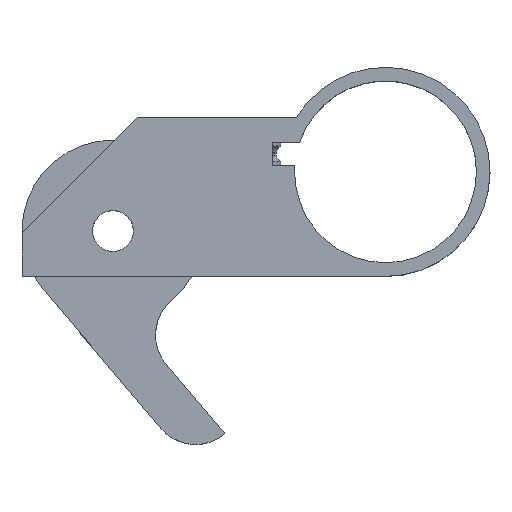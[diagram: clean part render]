
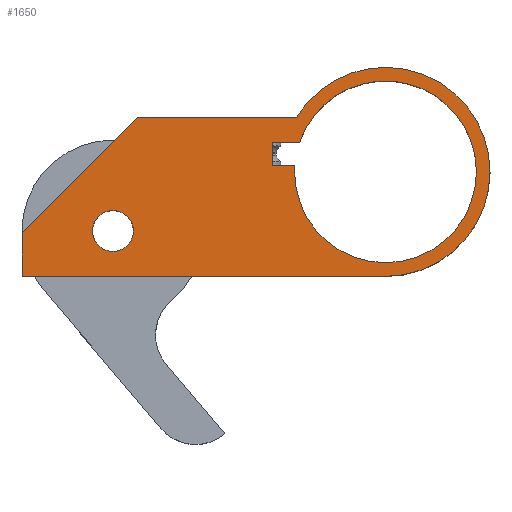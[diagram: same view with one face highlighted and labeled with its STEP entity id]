
A CAD part, top view. The second image highlights one B-rep face of the part: STEP entity #1650.
In plain terms, the highlighted planar face has unit normal (0, 0, 1).
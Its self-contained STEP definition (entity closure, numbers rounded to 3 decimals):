
#57 = ORIENTED_EDGE ( 'NONE', *, *, #2666, .T. ) ;
#111 = CARTESIAN_POINT ( 'NONE',  ( 24.5, 10., 30. ) ) ;
#128 = DIRECTION ( 'NONE',  ( -1., 0., 0. ) ) ;
#146 = CIRCLE ( 'NONE', #1542, 20. ) ;
#175 = DIRECTION ( 'NONE',  ( 0., 0., 1. ) ) ;
#204 = VERTEX_POINT ( 'NONE', #882 ) ;
#246 = EDGE_CURVE ( 'NONE', #1320, #955, #3878, .T. ) ;
#302 = EDGE_CURVE ( 'NONE', #431, #3411, #2873, .T. ) ;
#324 = CARTESIAN_POINT ( 'NONE',  ( 15.5, 10., 30. ) ) ;
#370 = EDGE_LOOP ( 'NONE', ( #3742, #4000, #3262, #3310, #682, #4181 ) ) ;
#414 = CARTESIAN_POINT ( 'NONE',  ( 61.086, 29.5, 30. ) ) ;
#431 = VERTEX_POINT ( 'NONE', #2999 ) ;
#436 = EDGE_CURVE ( 'NONE', #2832, #975, #146, .T. ) ;
#539 = VERTEX_POINT ( 'NONE', #111 ) ;
#555 = EDGE_CURVE ( 'NONE', #204, #1249, #1492, .T. ) ;
#594 = DIRECTION ( 'NONE',  ( -1., 0., 0. ) ) ;
#682 = ORIENTED_EDGE ( 'NONE', *, *, #4095, .F. ) ;
#716 = AXIS2_PLACEMENT_3D ( 'NONE', #3773, #175, #2846 ) ;
#743 = VECTOR ( 'NONE', #3566, 1000. ) ;
#793 = VERTEX_POINT ( 'NONE', #2673 ) ;
#836 = CIRCLE ( 'NONE', #978, 23. ) ;
#882 = CARTESIAN_POINT ( 'NONE',  ( 60.379, 35., 30. ) ) ;
#887 = CARTESIAN_POINT ( 'NONE',  ( 80., 23., 30. ) ) ;
#955 = VERTEX_POINT ( 'NONE', #1792 ) ;
#975 = VERTEX_POINT ( 'NONE', #414 ) ;
#978 = AXIS2_PLACEMENT_3D ( 'NONE', #2065, #1632, #3981 ) ;
#1016 = ORIENTED_EDGE ( 'NONE', *, *, #302, .T. ) ;
#1026 = EDGE_CURVE ( 'NONE', #2782, #539, #2168, .T. ) ;
#1038 = DIRECTION ( 'NONE',  ( 1., 0., 0. ) ) ;
#1054 = FACE_BOUND ( 'NONE', #370, .T. ) ;
#1117 = VECTOR ( 'NONE', #3885, 1000. ) ;
#1118 = DIRECTION ( 'NONE',  ( 0., -1., 0. ) ) ;
#1164 = VECTOR ( 'NONE', #1647, 1000. ) ;
#1183 = CARTESIAN_POINT ( 'NONE',  ( 0., 9.621, 30. ) ) ;
#1188 = DIRECTION ( 'NONE',  ( 1., 0., 0. ) ) ;
#1249 = VERTEX_POINT ( 'NONE', #3635 ) ;
#1259 = ORIENTED_EDGE ( 'NONE', *, *, #1026, .F. ) ;
#1320 = VERTEX_POINT ( 'NONE', #4291 ) ;
#1341 = AXIS2_PLACEMENT_3D ( 'NONE', #887, #1893, #1188 ) ;
#1492 = LINE ( 'NONE', #2056, #1639 ) ;
#1542 = AXIS2_PLACEMENT_3D ( 'NONE', #2692, #4014, #1038 ) ;
#1549 = CARTESIAN_POINT ( 'NONE',  ( 55.056, 29.5, 30. ) ) ;
#1632 = DIRECTION ( 'NONE',  ( 0., 0., 1. ) ) ;
#1637 = CARTESIAN_POINT ( 'NONE',  ( 20., 10., 30. ) ) ;
#1639 = VECTOR ( 'NONE', #128, 1000. ) ;
#1647 = DIRECTION ( 'NONE',  ( -0.707, -0.707, 0. ) ) ;
#1650 = ADVANCED_FACE ( 'NONE', ( #2643, #1054, #1991 ), #1663, .F. ) ;
#1663 = PLANE ( 'NONE',  #4262 ) ;
#1678 = EDGE_LOOP ( 'NONE', ( #1993, #1259 ) ) ;
#1734 = VERTEX_POINT ( 'NONE', #2689 ) ;
#1755 = ORIENTED_EDGE ( 'NONE', *, *, #3307, .T. ) ;
#1784 = EDGE_CURVE ( 'NONE', #793, #431, #3099, .T. ) ;
#1792 = CARTESIAN_POINT ( 'NONE',  ( 60.056, 24.5, 30. ) ) ;
#1851 = CARTESIAN_POINT ( 'NONE',  ( 80., 0., 30. ) ) ;
#1893 = DIRECTION ( 'NONE',  ( 0., 0., 1. ) ) ;
#1904 = DIRECTION ( 'NONE',  ( 1., 0., 0. ) ) ;
#1905 = CIRCLE ( 'NONE', #1341, 20. ) ;
#1991 = FACE_OUTER_BOUND ( 'NONE', #3512, .T. ) ;
#1993 = ORIENTED_EDGE ( 'NONE', *, *, #3653, .F. ) ;
#2056 = CARTESIAN_POINT ( 'NONE',  ( 60.379, 35., 30. ) ) ;
#2063 = AXIS2_PLACEMENT_3D ( 'NONE', #1637, #2232, #1904 ) ;
#2065 = CARTESIAN_POINT ( 'NONE',  ( 80., 23., 30. ) ) ;
#2121 = CARTESIAN_POINT ( 'NONE',  ( 80., 0., 30. ) ) ;
#2168 = CIRCLE ( 'NONE', #3280, 4.5 ) ;
#2232 = DIRECTION ( 'NONE',  ( 0., 0., 1. ) ) ;
#2291 = VERTEX_POINT ( 'NONE', #3602 ) ;
#2329 = LINE ( 'NONE', #2651, #1164 ) ;
#2349 = EDGE_CURVE ( 'NONE', #975, #1734, #2644, .T. ) ;
#2387 = DIRECTION ( 'NONE',  ( -1., 0., 0. ) ) ;
#2491 = EDGE_CURVE ( 'NONE', #1734, #1320, #3929, .T. ) ;
#2599 = CIRCLE ( 'NONE', #716, 20. ) ;
#2643 = FACE_BOUND ( 'NONE', #1678, .T. ) ;
#2644 = LINE ( 'NONE', #2912, #3555 ) ;
#2651 = CARTESIAN_POINT ( 'NONE',  ( 25.379, 35., 30. ) ) ;
#2666 = EDGE_CURVE ( 'NONE', #3411, #204, #836, .T. ) ;
#2673 = CARTESIAN_POINT ( 'NONE',  ( 0., 9.621, 30. ) ) ;
#2689 = CARTESIAN_POINT ( 'NONE',  ( 55.056, 29.5, 30. ) ) ;
#2692 = CARTESIAN_POINT ( 'NONE',  ( 80., 23., 30. ) ) ;
#2782 = VERTEX_POINT ( 'NONE', #324 ) ;
#2801 = ORIENTED_EDGE ( 'NONE', *, *, #555, .T. ) ;
#2832 = VERTEX_POINT ( 'NONE', #3396 ) ;
#2846 = DIRECTION ( 'NONE',  ( 1., 0., 0. ) ) ;
#2873 = LINE ( 'NONE', #1851, #2910 ) ;
#2910 = VECTOR ( 'NONE', #3898, 1000. ) ;
#2912 = CARTESIAN_POINT ( 'NONE',  ( 61.086, 29.5, 30. ) ) ;
#2999 = CARTESIAN_POINT ( 'NONE',  ( 0., 0., 30. ) ) ;
#3027 = ORIENTED_EDGE ( 'NONE', *, *, #1784, .T. ) ;
#3099 = LINE ( 'NONE', #1183, #3359 ) ;
#3227 = CARTESIAN_POINT ( 'NONE',  ( 20., 10., 30. ) ) ;
#3262 = ORIENTED_EDGE ( 'NONE', *, *, #436, .F. ) ;
#3280 = AXIS2_PLACEMENT_3D ( 'NONE', #3227, #3827, #4135 ) ;
#3307 = EDGE_CURVE ( 'NONE', #1249, #793, #2329, .T. ) ;
#3310 = ORIENTED_EDGE ( 'NONE', *, *, #4241, .F. ) ;
#3320 = DIRECTION ( 'NONE',  ( 0., 0., -1. ) ) ;
#3359 = VECTOR ( 'NONE', #1118, 1000. ) ;
#3396 = CARTESIAN_POINT ( 'NONE',  ( 100., 23., 30. ) ) ;
#3411 = VERTEX_POINT ( 'NONE', #2121 ) ;
#3512 = EDGE_LOOP ( 'NONE', ( #3027, #1016, #57, #2801, #1755 ) ) ;
#3555 = VECTOR ( 'NONE', #594, 1000. ) ;
#3566 = DIRECTION ( 'NONE',  ( 1., 0., 0. ) ) ;
#3602 = CARTESIAN_POINT ( 'NONE',  ( 60., 23., 30. ) ) ;
#3635 = CARTESIAN_POINT ( 'NONE',  ( 25.379, 35., 30. ) ) ;
#3653 = EDGE_CURVE ( 'NONE', #539, #2782, #3931, .T. ) ;
#3742 = ORIENTED_EDGE ( 'NONE', *, *, #2491, .F. ) ;
#3773 = CARTESIAN_POINT ( 'NONE',  ( 80., 23., 30. ) ) ;
#3827 = DIRECTION ( 'NONE',  ( 0., 0., 1. ) ) ;
#3878 = LINE ( 'NONE', #3924, #743 ) ;
#3885 = DIRECTION ( 'NONE',  ( 0., -1., 0. ) ) ;
#3898 = DIRECTION ( 'NONE',  ( 1., 0., 0. ) ) ;
#3924 = CARTESIAN_POINT ( 'NONE',  ( 55.056, 24.5, 30. ) ) ;
#3929 = LINE ( 'NONE', #1549, #1117 ) ;
#3931 = CIRCLE ( 'NONE', #2063, 4.5 ) ;
#3965 = CARTESIAN_POINT ( 'NONE',  ( 80., 23., 30. ) ) ;
#3981 = DIRECTION ( 'NONE',  ( -1., 0., 0. ) ) ;
#4000 = ORIENTED_EDGE ( 'NONE', *, *, #2349, .F. ) ;
#4014 = DIRECTION ( 'NONE',  ( 0., 0., 1. ) ) ;
#4095 = EDGE_CURVE ( 'NONE', #955, #2291, #1905, .T. ) ;
#4135 = DIRECTION ( 'NONE',  ( 1., 0., 0. ) ) ;
#4181 = ORIENTED_EDGE ( 'NONE', *, *, #246, .F. ) ;
#4241 = EDGE_CURVE ( 'NONE', #2291, #2832, #2599, .T. ) ;
#4262 = AXIS2_PLACEMENT_3D ( 'NONE', #3965, #3320, #2387 ) ;
#4291 = CARTESIAN_POINT ( 'NONE',  ( 55.056, 24.5, 30. ) ) ;
